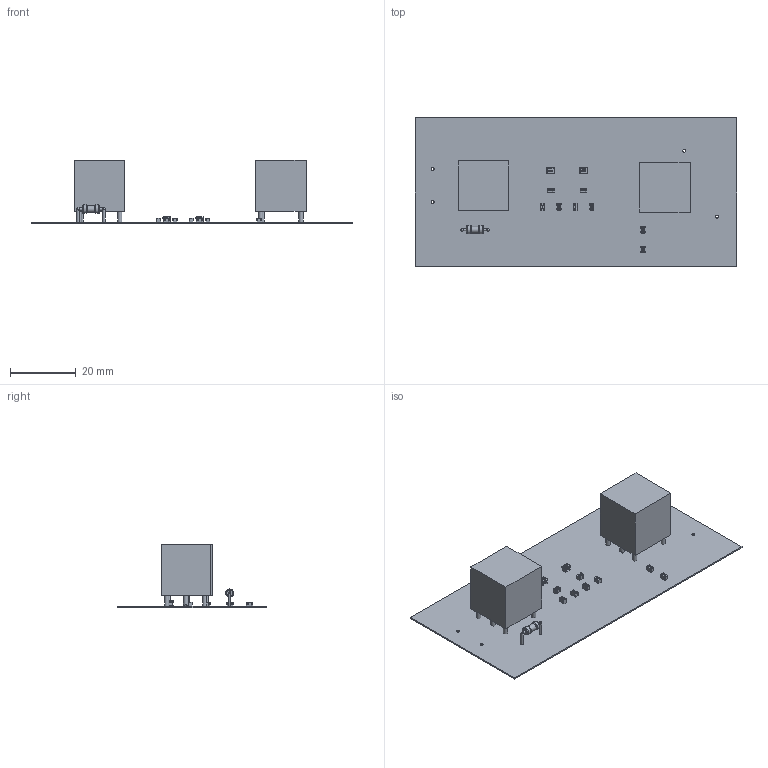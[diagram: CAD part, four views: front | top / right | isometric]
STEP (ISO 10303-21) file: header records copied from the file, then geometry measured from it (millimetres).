
FILE_DESCRIPTION(('Open CASCADE Model'),'2;1');
FILE_NAME('Open CASCADE Shape Model','2025-06-09T22:16:07',('Author'),( 'Open CASCADE'),'Open CASCADE STEP processor 7.5','Open CASCADE 7.5' ,'Unknown');
FILE_SCHEMA(('AUTOMOTIVE_DESIGN { 1 0 10303 214 1 1 1 1 }'));
Length unit declared in the file: millimetre
Products named in the file (20): PCB; Board; Open CASCADE STEP translator 7.5 1.1.1; L2; êàòóøêà èíäóêòèâíîñòè 0805; L1; K2; 񦬥 _ ѥ죠HJR-3FF-3VDC-S-Z; K1; D1; Diod_1N4007; C8; ˮ󯮠_ 0805 π; C7; C6; C5; C4; C3; C2; C1
Assembly tree (28 placements, depth 3):
  PCB
    Board
      Open CASCADE STEP translator 7.5 1.1.1
    L2
      êàòóøêà èíäóêòèâíîñòè 0805
    L1
      êàòóøêà èíäóêòèâíîñòè 0805
    K2
      񦬥 _ ѥ죠HJR-3FF-3VDC-S-Z
    K1
      񦬥 _ ѥ죠HJR-3FF-3VDC-S-Z
    D1
      Diod_1N4007
    C8
      ˮ󯮠_ 0805 π
    C7
      ˮ󯮠_ 0805 π
    C6
      ˮ󯮠_ 0805 π
    C5
      ˮ󯮠_ 0805 π
    C4
      ˮ󯮠_ 0805 π
    C3
      ˮ󯮠_ 0805 π
    C2
      ˮ󯮠_ 0805 π
    C1
      ˮ󯮠_ 0805 π
Bounding box: 97.5 x 45 x 19.21 mm (x, y, z)
Volume: 9069.2 mm3; surface area: 12157.3 mm2
Topology: 82 solids, 82 shells, 2042 faces, 5346 edges, 3356 vertices
Faces by surface type: extrusion 820, plane 790, cylinder 304, sphere 124, torus 4
Full cylindrical faces by diameter (mm): 0.7 x4, 0.762 x12, 0.9 x4, 1.3 x8, 1.4 x2, 2 x1, 2.5 x2
Entity records: 16876 total; most frequent: CARTESIAN_POINT 3593, ORIENTED_EDGE 2430, DIRECTION 1907, EDGE_CURVE 1215, VECTOR 833, VERTEX_POINT 782, LINE 669, FACE_BOUND 539
